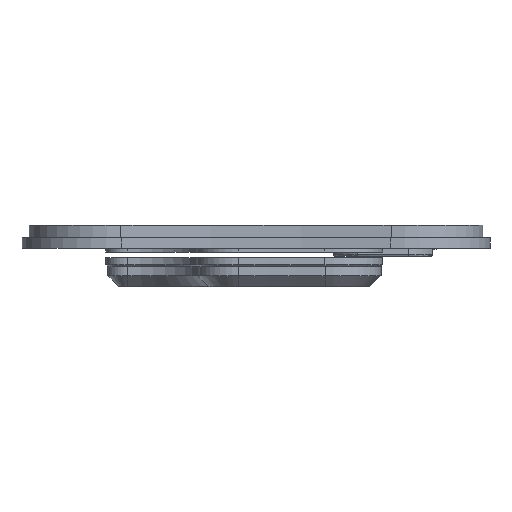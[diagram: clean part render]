
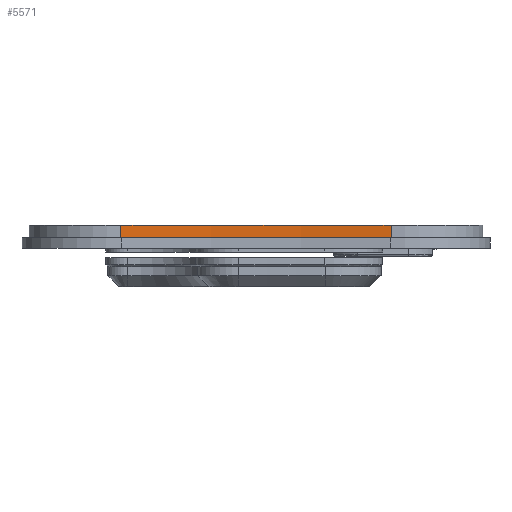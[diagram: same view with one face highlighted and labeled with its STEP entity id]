
A CAD part, left-side view. The second image highlights one B-rep face of the part: STEP entity #5571.
In plain terms, the highlighted cylindrical face has radius 300 mm (diameter 600 mm), a partial arc.
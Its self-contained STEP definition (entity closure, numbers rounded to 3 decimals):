
#192 = VERTEX_POINT ( 'NONE', #1170 ) ;
#456 = LINE ( 'NONE', #2629, #5718 ) ;
#585 = VECTOR ( 'NONE', #4766, 1000. ) ;
#948 = ORIENTED_EDGE ( 'NONE', *, *, #8127, .T. ) ;
#1130 = CARTESIAN_POINT ( 'NONE',  ( 345., 1.5, 5. ) ) ;
#1170 = CARTESIAN_POINT ( 'NONE',  ( 47.326, -4.85, -32.282 ) ) ;
#1357 = CARTESIAN_POINT ( 'NONE',  ( 345., -1.5, 5. ) ) ;
#1393 = CARTESIAN_POINT ( 'NONE',  ( 345., -4.85, 5. ) ) ;
#2035 = DIRECTION ( 'NONE',  ( 0., 0., 1. ) ) ;
#2082 = DIRECTION ( 'NONE',  ( 0., 0., -1. ) ) ;
#2378 = LINE ( 'NONE', #4741, #585 ) ;
#2488 = DIRECTION ( 'NONE',  ( 0., -1., 0. ) ) ;
#2629 = CARTESIAN_POINT ( 'NONE',  ( 47.326, 1.5, 42.282 ) ) ;
#3113 = VERTEX_POINT ( 'NONE', #4777 ) ;
#3170 = CIRCLE ( 'NONE', #5172, 300. ) ;
#3291 = DIRECTION ( 'NONE',  ( 0., -1., 0. ) ) ;
#3836 = VERTEX_POINT ( 'NONE', #6916 ) ;
#3953 = ORIENTED_EDGE ( 'NONE', *, *, #4150, .F. ) ;
#4150 = EDGE_CURVE ( 'NONE', #192, #3836, #3170, .T. ) ;
#4428 = DIRECTION ( 'NONE',  ( 0., 0., -1. ) ) ;
#4741 = CARTESIAN_POINT ( 'NONE',  ( 47.326, 1.5, -32.282 ) ) ;
#4766 = DIRECTION ( 'NONE',  ( 0., -1., 0. ) ) ;
#4777 = CARTESIAN_POINT ( 'NONE',  ( 47.326, -1.5, -32.282 ) ) ;
#4884 = VERTEX_POINT ( 'NONE', #6158 ) ;
#5172 = AXIS2_PLACEMENT_3D ( 'NONE', #1393, #5997, #2082 ) ;
#5261 = FACE_OUTER_BOUND ( 'NONE', #6205, .T. ) ;
#5515 = ORIENTED_EDGE ( 'NONE', *, *, #7476, .F. ) ;
#5571 = ADVANCED_FACE ( 'NONE', ( #5261 ), #6803, .F. ) ;
#5718 = VECTOR ( 'NONE', #3291, 1000. ) ;
#5960 = DIRECTION ( 'NONE',  ( 0., -1., 0. ) ) ;
#5997 = DIRECTION ( 'NONE',  ( 0., 1., 0. ) ) ;
#6158 = CARTESIAN_POINT ( 'NONE',  ( 47.326, -1.5, 42.282 ) ) ;
#6205 = EDGE_LOOP ( 'NONE', ( #5515, #948, #3953, #6693 ) ) ;
#6502 = EDGE_CURVE ( 'NONE', #3113, #192, #2378, .T. ) ;
#6693 = ORIENTED_EDGE ( 'NONE', *, *, #6502, .F. ) ;
#6803 = CYLINDRICAL_SURFACE ( 'NONE', #8131, 300. ) ;
#6916 = CARTESIAN_POINT ( 'NONE',  ( 47.326, -4.85, 42.282 ) ) ;
#7181 = CIRCLE ( 'NONE', #7871, 300. ) ;
#7476 = EDGE_CURVE ( 'NONE', #4884, #3113, #7181, .T. ) ;
#7871 = AXIS2_PLACEMENT_3D ( 'NONE', #1357, #5960, #2035 ) ;
#8127 = EDGE_CURVE ( 'NONE', #4884, #3836, #456, .T. ) ;
#8131 = AXIS2_PLACEMENT_3D ( 'NONE', #1130, #2488, #4428 ) ;
